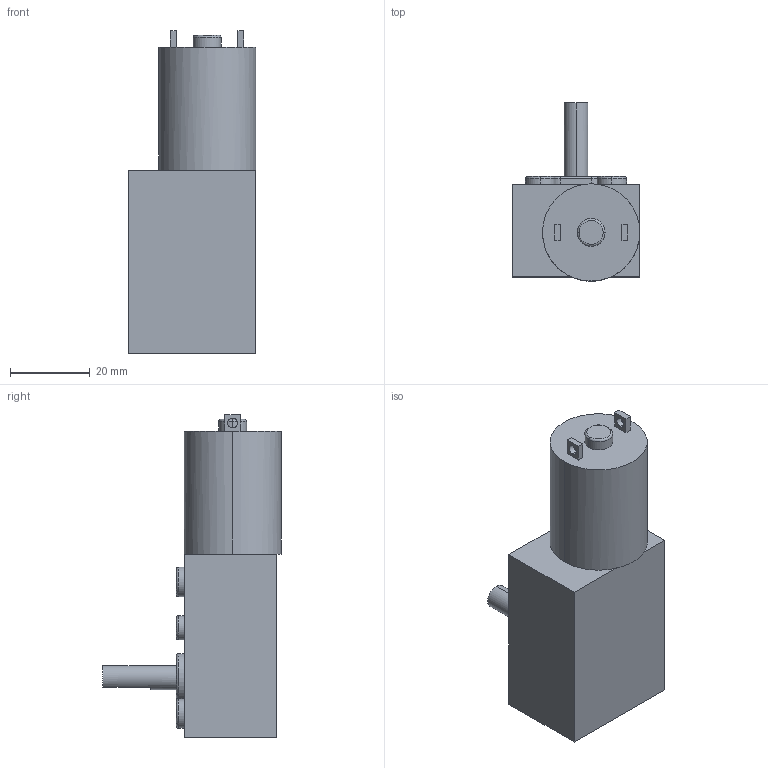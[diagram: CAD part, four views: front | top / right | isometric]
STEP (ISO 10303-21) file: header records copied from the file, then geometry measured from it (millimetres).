
FILE_DESCRIPTION (( 'STEP AP203' ), '1' );
FILE_NAME ('DC Motor - MJ TEK8 12v.STEP', '2024-05-21T16:43:55', ( '' ), ( '' ), 'SwSTEP 2.0', 'SolidWorks 2022', '' );
FILE_SCHEMA (( 'CONFIG_CONTROL_DESIGN' ));
Length unit declared in the file: millimetre
Products named in the file (1): DC Motor - MJ TEK8 12v
Bounding box: 32 x 44.8 x 81 mm (x, y, z)
Volume: 49639.1 mm3; surface area: 10114.5 mm2
Topology: 1 solids, 1 shells, 83 faces, 179 edges, 112 vertices
Faces by surface type: plane 37, cylinder 32, torus 14
Entity records: 2358 total; most frequent: DIRECTION 443, CARTESIAN_POINT 375, ORIENTED_EDGE 358, AXIS2_PLACEMENT_3D 180, EDGE_CURVE 179, VERTEX_POINT 112, EDGE_LOOP 101, CIRCLE 96
